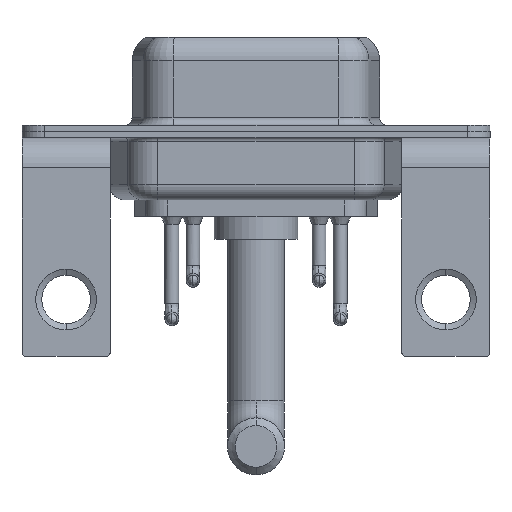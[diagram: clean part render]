
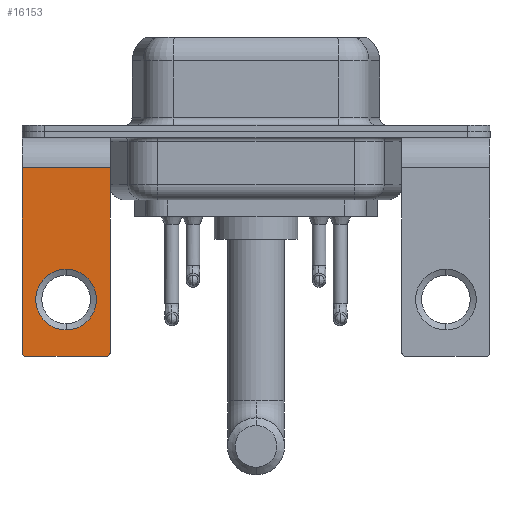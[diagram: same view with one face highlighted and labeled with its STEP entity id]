
A CAD part, front view. The second image highlights one B-rep face of the part: STEP entity #16153.
In plain terms, the highlighted planar face has unit normal (0, -1, 0).
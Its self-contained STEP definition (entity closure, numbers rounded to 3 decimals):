
#43 = CARTESIAN_POINT ( 'NONE',  ( 0., -6.25, -9.07 ) ) ;
#150 = AXIS2_PLACEMENT_3D ( 'NONE', #2104, #10209, #8893 ) ;
#171 = ORIENTED_EDGE ( 'NONE', *, *, #5114, .T. ) ;
#270 = EDGE_CURVE ( 'NONE', #12966, #1755, #9895, .T. ) ;
#760 = LINE ( 'NONE', #12594, #13083 ) ;
#1019 = DIRECTION ( 'NONE',  ( 0., 0., 1. ) ) ;
#1138 = AXIS2_PLACEMENT_3D ( 'NONE', #2917, #5593, #10774 ) ;
#1379 = EDGE_CURVE ( 'NONE', #6931, #16987, #13662, .T. ) ;
#1420 = ORIENTED_EDGE ( 'NONE', *, *, #4044, .F. ) ;
#1755 = VERTEX_POINT ( 'NONE', #14357 ) ;
#1921 = LINE ( 'NONE', #9762, #2929 ) ;
#2021 = ORIENTED_EDGE ( 'NONE', *, *, #270, .T. ) ;
#2068 = DIRECTION ( 'NONE',  ( 0., 0., 1. ) ) ;
#2104 = CARTESIAN_POINT ( 'NONE',  ( 2.65, -6.25, -14.55 ) ) ;
#2917 = CARTESIAN_POINT ( 'NONE',  ( 0., -6.25, -11.07 ) ) ;
#2929 = VECTOR ( 'NONE', #7160, 1000. ) ;
#3413 = DIRECTION ( 'NONE',  ( -1., 0., 0. ) ) ;
#3458 = CARTESIAN_POINT ( 'NONE',  ( 2.9, -6.25, -2.4 ) ) ;
#4044 = EDGE_CURVE ( 'NONE', #10960, #1755, #760, .T. ) ;
#4444 = ORIENTED_EDGE ( 'NONE', *, *, #6763, .T. ) ;
#4626 = ORIENTED_EDGE ( 'NONE', *, *, #12713, .T. ) ;
#4687 = CARTESIAN_POINT ( 'NONE',  ( 2.9, -6.25, -14.55 ) ) ;
#5114 = EDGE_CURVE ( 'NONE', #10960, #16987, #7009, .T. ) ;
#5377 = EDGE_CURVE ( 'NONE', #10436, #11333, #7301, .T. ) ;
#5393 = PLANE ( 'NONE',  #8508 ) ;
#5512 = VECTOR ( 'NONE', #3413, 1000. ) ;
#5593 = DIRECTION ( 'NONE',  ( 0., 1., 0. ) ) ;
#5619 = CARTESIAN_POINT ( 'NONE',  ( 2.9, -6.25, -2.4 ) ) ;
#5855 = EDGE_LOOP ( 'NONE', ( #4444, #2021, #1420, #171, #14937, #12451 ) ) ;
#6582 = CARTESIAN_POINT ( 'NONE',  ( -2.9, -6.25, -2.4 ) ) ;
#6763 = EDGE_CURVE ( 'NONE', #16684, #12966, #1921, .T. ) ;
#6931 = VERTEX_POINT ( 'NONE', #3458 ) ;
#7009 = CIRCLE ( 'NONE', #150, 0.25 ) ;
#7160 = DIRECTION ( 'NONE',  ( 0., 0., -1. ) ) ;
#7301 = CIRCLE ( 'NONE', #7846, 2. ) ;
#7846 = AXIS2_PLACEMENT_3D ( 'NONE', #8026, #14686, #2068 ) ;
#8026 = CARTESIAN_POINT ( 'NONE',  ( 0., -6.25, -11.07 ) ) ;
#8508 = AXIS2_PLACEMENT_3D ( 'NONE', #14800, #13276, #14459 ) ;
#8893 = DIRECTION ( 'NONE',  ( 0., 0., 1. ) ) ;
#9590 = DIRECTION ( 'NONE',  ( 0., 0., -1. ) ) ;
#9762 = CARTESIAN_POINT ( 'NONE',  ( -2.9, -6.25, -2.4 ) ) ;
#9895 = CIRCLE ( 'NONE', #14852, 0.25 ) ;
#10166 = CARTESIAN_POINT ( 'NONE',  ( -2.65, -6.25, -14.55 ) ) ;
#10209 = DIRECTION ( 'NONE',  ( 0., -1., 0. ) ) ;
#10436 = VERTEX_POINT ( 'NONE', #43 ) ;
#10574 = FACE_BOUND ( 'NONE', #15032, .T. ) ;
#10774 = DIRECTION ( 'NONE',  ( 0., 0., 1. ) ) ;
#10960 = VERTEX_POINT ( 'NONE', #13314 ) ;
#11333 = VERTEX_POINT ( 'NONE', #15862 ) ;
#11541 = EDGE_CURVE ( 'NONE', #6931, #16684, #12408, .T. ) ;
#12408 = LINE ( 'NONE', #16550, #5512 ) ;
#12451 = ORIENTED_EDGE ( 'NONE', *, *, #11541, .T. ) ;
#12513 = DIRECTION ( 'NONE',  ( -1., 0., 0. ) ) ;
#12594 = CARTESIAN_POINT ( 'NONE',  ( 2.9, -6.25, -14.8 ) ) ;
#12713 = EDGE_CURVE ( 'NONE', #11333, #10436, #15476, .T. ) ;
#12857 = DIRECTION ( 'NONE',  ( 0., -1., 0. ) ) ;
#12966 = VERTEX_POINT ( 'NONE', #16822 ) ;
#13083 = VECTOR ( 'NONE', #12513, 1000. ) ;
#13100 = FACE_OUTER_BOUND ( 'NONE', #5855, .T. ) ;
#13276 = DIRECTION ( 'NONE',  ( 0., 1., 0. ) ) ;
#13314 = CARTESIAN_POINT ( 'NONE',  ( 2.65, -6.25, -14.8 ) ) ;
#13662 = LINE ( 'NONE', #5619, #13953 ) ;
#13953 = VECTOR ( 'NONE', #9590, 1000. ) ;
#14357 = CARTESIAN_POINT ( 'NONE',  ( -2.65, -6.25, -14.8 ) ) ;
#14459 = DIRECTION ( 'NONE',  ( 0., 0., 1. ) ) ;
#14686 = DIRECTION ( 'NONE',  ( 0., 1., 0. ) ) ;
#14800 = CARTESIAN_POINT ( 'NONE',  ( 2.9, -6.25, -2.4 ) ) ;
#14852 = AXIS2_PLACEMENT_3D ( 'NONE', #10166, #12857, #1019 ) ;
#14932 = ORIENTED_EDGE ( 'NONE', *, *, #5377, .T. ) ;
#14937 = ORIENTED_EDGE ( 'NONE', *, *, #1379, .F. ) ;
#15032 = EDGE_LOOP ( 'NONE', ( #4626, #14932 ) ) ;
#15476 = CIRCLE ( 'NONE', #1138, 2. ) ;
#15862 = CARTESIAN_POINT ( 'NONE',  ( 0., -6.25, -13.07 ) ) ;
#16153 = ADVANCED_FACE ( 'NONE', ( #10574, #13100 ), #5393, .F. ) ;
#16550 = CARTESIAN_POINT ( 'NONE',  ( 2.9, -6.25, -2.4 ) ) ;
#16684 = VERTEX_POINT ( 'NONE', #6582 ) ;
#16822 = CARTESIAN_POINT ( 'NONE',  ( -2.9, -6.25, -14.55 ) ) ;
#16987 = VERTEX_POINT ( 'NONE', #4687 ) ;
